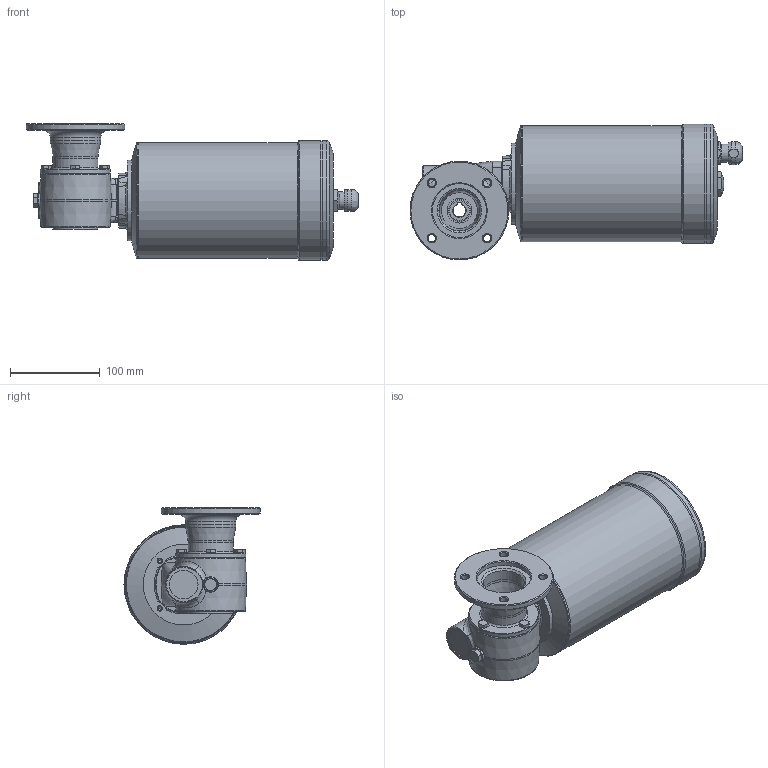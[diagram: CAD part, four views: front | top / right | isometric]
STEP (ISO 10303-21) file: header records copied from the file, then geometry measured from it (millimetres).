
FILE_DESCRIPTION( ( 'Unknown' ), '1' );
FILE_NAME( '542AD934B8809B2CEBB8CA7634E3DFC.3d.stp', 'Unknown', ( 'Unknown' ), ( 'Unknown' ), 'PSStep 10.1', 'Unknown', ' ' );
FILE_SCHEMA( ( 'AUTOMOTIVE_DESIGN { 1 0 10303 214 1 1 1 1 }' ) );
Length unit declared in the file: millimetre
Products named in the file (1): N308800
Bounding box: 369.5 x 151.5 x 152 mm (x, y, z)
Volume: 3435304.3 mm3; surface area: 201116.9 mm2
Topology: 1 solids, 20 shells, 519 faces, 1214 edges, 771 vertices
Faces by surface type: plane 177, cylinder 132, cone 121, bspline 45, torus 43, sphere 1
Full cylindrical faces by diameter (mm): 3.242 x2, 4.134 x8, 4.917 x12, 6 x12, 6.5 x4, 7 x5, 8.5 x4, 8.9 x4, 10 x4, 11 x5, 13.4 x1, 16.662 x1, 17 x2, 20 x2, 27.5 x2, 30 x1, 32 x1, 40 x2, 45.5 x1, 47 x1, 50 x4, 52 x1, 56 x1, 60 x2, 78 x1, 90 x1, 110 x1, 128.98 x1, 129 x2, 132.98 x2
Entity records: 22432 total; most frequent: CARTESIAN_POINT 8080, DIRECTION 2085, ORIENTED_EDGE 1812, AXIS2_PLACEMENT_3D 921, EDGE_CURVE 906, EDGE_LOOP 789, VERTEX_POINT 676, FACE_OUTER_BOUND 643
